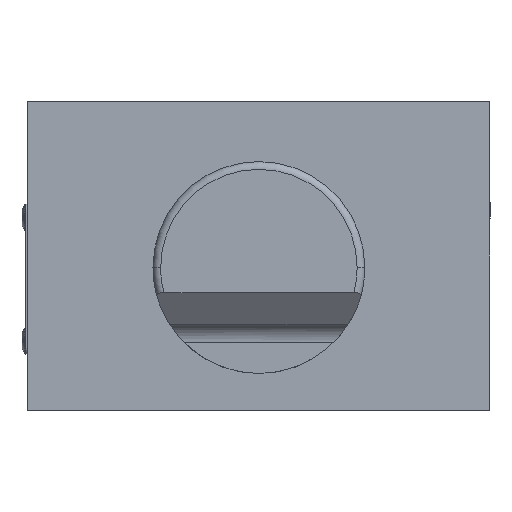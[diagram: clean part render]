
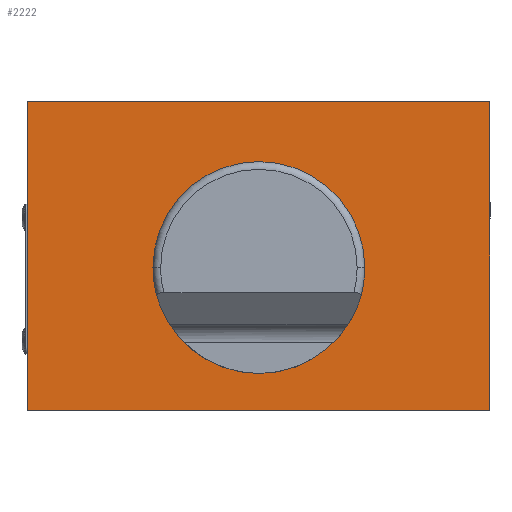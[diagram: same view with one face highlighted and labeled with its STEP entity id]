
A CAD part, front view. The second image highlights one B-rep face of the part: STEP entity #2222.
In plain terms, the highlighted planar face has unit normal (0, -1, 0).
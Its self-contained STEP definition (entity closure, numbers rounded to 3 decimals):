
#2222=ADVANCED_FACE('',(#4686,#4687),#4688,.F.);
#4686=FACE_BOUND('',#7647,.T.);
#4687=FACE_OUTER_BOUND('',#7648,.T.);
#4688=PLANE('',#7649);
#7647=EDGE_LOOP('',(#14181,#14182));
#7648=EDGE_LOOP('',(#14183,#14184,#14185,#14186));
#7649=AXIS2_PLACEMENT_3D('',#14187,#14188,#14189);
#14181=ORIENTED_EDGE('',*,*,#18138,.T.);
#14182=ORIENTED_EDGE('',*,*,#18000,.T.);
#14183=ORIENTED_EDGE('',*,*,#18107,.T.);
#14184=ORIENTED_EDGE('',*,*,#18181,.F.);
#14185=ORIENTED_EDGE('',*,*,#18184,.F.);
#14186=ORIENTED_EDGE('',*,*,#18178,.F.);
#14187=CARTESIAN_POINT('',(60.0,0.0,40.0));
#14188=DIRECTION('',(0.0,1.0,0.0));
#14189=DIRECTION('',(0.0,0.0,1.0));
#18000=EDGE_CURVE('',#21827,#21824,#21828,.T.);
#18107=EDGE_CURVE('',#21993,#21991,#21994,.T.);
#18138=EDGE_CURVE('',#21824,#21827,#22025,.T.);
#18178=EDGE_CURVE('',#21993,#22063,#22067,.T.);
#18181=EDGE_CURVE('',#22070,#21991,#22072,.T.);
#18184=EDGE_CURVE('',#22063,#22070,#22075,.T.);
#21824=VERTEX_POINT('',#27751);
#21827=VERTEX_POINT('',#27755);
#21828=CIRCLE('',#27756,27.5);
#21991=VERTEX_POINT('',#28009);
#21993=VERTEX_POINT('',#28012);
#21994=LINE('',#28013,#28014);
#22025=CIRCLE('',#28063,27.5);
#22063=VERTEX_POINT('',#28101);
#22067=LINE('',#28107,#28108);
#22070=VERTEX_POINT('',#28111);
#22072=LINE('',#28114,#28115);
#22075=LINE('',#28119,#28120);
#27751=CARTESIAN_POINT('',(60.0,0.0,64.5));
#27755=CARTESIAN_POINT('',(60.0,0.0,9.5));
#27756=AXIS2_PLACEMENT_3D('',#31177,#31178,#31179);
#28009=CARTESIAN_POINT('',(0.,0.0,0.0));
#28012=CARTESIAN_POINT('',(0.,0.0,80.0));
#28013=CARTESIAN_POINT('',(0.,0.0,40.0));
#28014=VECTOR('',#31328,1.0);
#28063=AXIS2_PLACEMENT_3D('',#31366,#31367,#31368);
#28101=CARTESIAN_POINT('',(120.0,0.0,80.0));
#28107=CARTESIAN_POINT('',(60.0,0.0,80.0));
#28108=VECTOR('',#31431,1.0);
#28111=CARTESIAN_POINT('',(120.0,0.0,0.0));
#28114=CARTESIAN_POINT('',(60.0,0.0,0.0));
#28115=VECTOR('',#31433,1.0);
#28119=CARTESIAN_POINT('',(120.0,0.0,40.0));
#28120=VECTOR('',#31435,1.0);
#31177=CARTESIAN_POINT('',(60.0,0.0,37.0));
#31178=DIRECTION('',(-0.0,1.0,0.0));
#31179=DIRECTION('',(0.,0.0,1.0));
#31328=DIRECTION('',(0.0,0.0,-1.0));
#31366=CARTESIAN_POINT('',(60.0,0.0,37.0));
#31367=DIRECTION('',(-0.0,1.0,0.0));
#31368=DIRECTION('',(0.,0.0,1.0));
#31431=DIRECTION('',(1.0,0.0,0.0));
#31433=DIRECTION('',(-1.0,0.0,0.0));
#31435=DIRECTION('',(0.0,0.0,-1.0));
